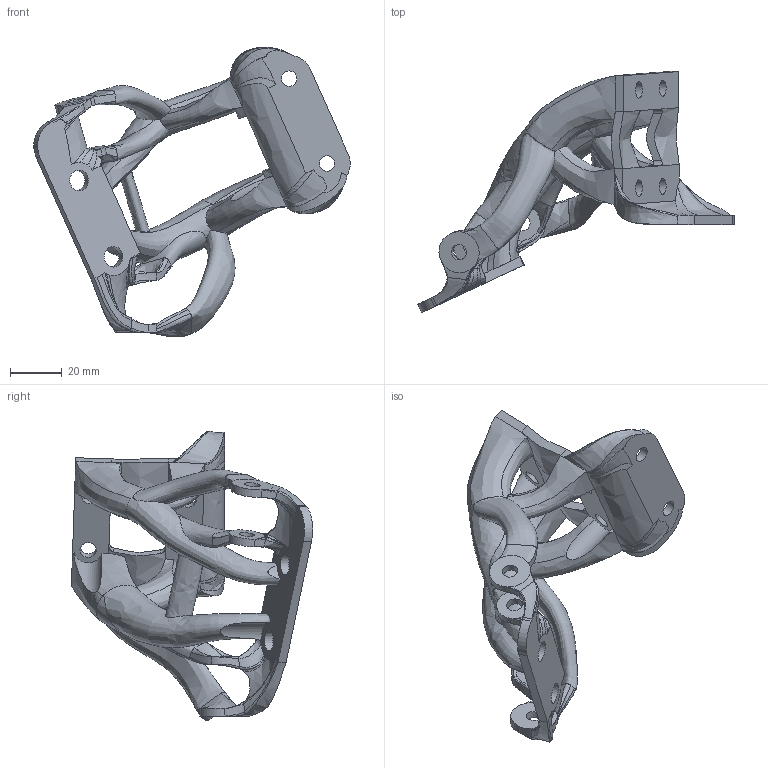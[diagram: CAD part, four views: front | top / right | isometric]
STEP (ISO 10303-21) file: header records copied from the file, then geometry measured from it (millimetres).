
FILE_DESCRIPTION(/* description */ (''),/* implementation_level */ '2;1');
FILE_NAME(/* name */ 'egn15-ats Grossradlasche5 h.stp',/* time_stamp */ '2015-02-28T11:49:51+01:00',/* author */ ('Daniel'),/* organization */ (''),/* preprocessor_version */ 'ST-DEVELOPER v15.6',/* originating_system */ 'Autodesk Inventor 2015',/* authorisation */ '');
FILE_SCHEMA (('AUTOMOTIVE_DESIGN { 1 0 10303 214 3 1 1 }'));
Products named in the file (1): egn15-ats Grossradlasche5 h
Bounding box: 122.54 x 93.42 x 112.18 mm (x, y, z)
Volume: 60798.5 mm3; surface area: 40512.5 mm2
Topology: 1 solids, 3 shells, 301 faces, 931 edges, 624 vertices
Faces by surface type: bspline 219, plane 43, cylinder 39
Full cylindrical faces by diameter (mm): 6 x6, 6.3 x4, 8 x2
Entity records: 76142 total; most frequent: CARTESIAN_POINT 69235, ORIENTED_EDGE 1806, EDGE_CURVE 903, DIRECTION 796, VERTEX_POINT 604, B_SPLINE_CURVE_WITH_KNOTS 511, EDGE_LOOP 339, AXIS2_PLACEMENT_3D 312
